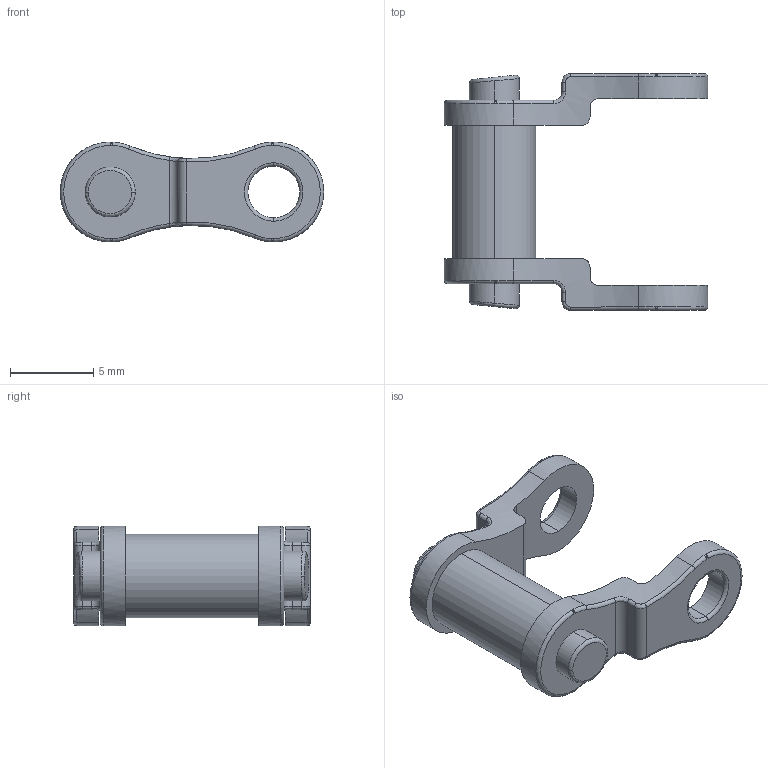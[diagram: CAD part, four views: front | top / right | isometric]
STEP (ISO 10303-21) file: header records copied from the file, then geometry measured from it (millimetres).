
FILE_DESCRIPTION((''),'2;1');
FILE_NAME('CHAIN-HS-LINK','2008-08-30T',('np17'),(''),'PRO/ENGINEER BY PARAMETRIC TECHNOLOGY CORPORATION, 2007090','PRO/ENGINEER BY PARAMETRIC TECHNOLOGY CORPORATION, 2007090','');
FILE_SCHEMA(('CONFIG_CONTROL_DESIGN'));
Length unit declared in the file: millimetre
Products named in the file (1): CHAIN-HS-LINK
Bounding box: 15.79 x 14.2 x 5.99 mm (x, y, z)
Volume: 400.5 mm3; surface area: 549 mm2
Topology: 1 solids, 1 shells, 96 faces, 226 edges, 136 vertices
Faces by surface type: cylinder 38, torus 24, bspline 20, plane 14
Entity records: 3997 total; most frequent: CARTESIAN_POINT 1843, ORIENTED_EDGE 452, DIRECTION 438, EDGE_CURVE 226, AXIS2_PLACEMENT_3D 192, VERTEX_POINT 136, CIRCLE 116, EDGE_LOOP 104
